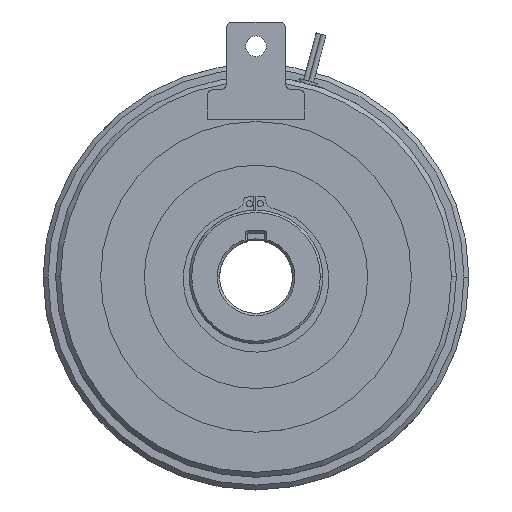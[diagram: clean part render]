
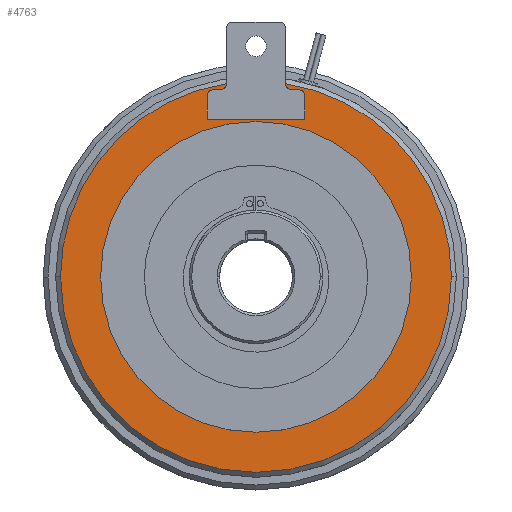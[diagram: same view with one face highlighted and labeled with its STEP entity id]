
A CAD part, top view. The second image highlights one B-rep face of the part: STEP entity #4763.
In plain terms, the highlighted planar face has unit normal (0, 0, 1).
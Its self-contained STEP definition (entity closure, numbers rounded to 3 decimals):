
#4649 = ORIENTED_EDGE ( 'NONE', *, *, #4820, .F. ) ;
#4761 = EDGE_LOOP ( 'NONE', ( #4837, #4841 ) ) ;
#4763 = ADVANCED_FACE ( 'NONE', ( #36454, #36453 ), #36451, .T. ) ;
#4797 = VERTEX_POINT ( 'NONE', #36585 ) ;
#4798 = EDGE_CURVE ( 'NONE', #4799, #4823, #36582, .T. ) ;
#4799 = VERTEX_POINT ( 'NONE', #36576 ) ;
#4800 = VERTEX_POINT ( 'NONE', #36574 ) ;
#4801 = EDGE_CURVE ( 'NONE', #20605, #20628, #36569, .T. ) ;
#4803 = EDGE_CURVE ( 'NONE', #4811, #4816, #36556, .T. ) ;
#4804 = ORIENTED_EDGE ( 'NONE', *, *, #20627, .T. ) ;
#4805 = ORIENTED_EDGE ( 'NONE', *, *, #4810, .F. ) ;
#4807 = ORIENTED_EDGE ( 'NONE', *, *, #4798, .F. ) ;
#4808 = ORIENTED_EDGE ( 'NONE', *, *, #4809, .F. ) ;
#4809 = EDGE_CURVE ( 'NONE', #4797, #4811, #36549, .T. ) ;
#4810 = EDGE_CURVE ( 'NONE', #4800, #20619, #36538, .T. ) ;
#4811 = VERTEX_POINT ( 'NONE', #36658 ) ;
#4812 = EDGE_CURVE ( 'NONE', #4823, #4797, #36652, .T. ) ;
#4816 = VERTEX_POINT ( 'NONE', #36643 ) ;
#4817 = ORIENTED_EDGE ( 'NONE', *, *, #4803, .F. ) ;
#4819 = ORIENTED_EDGE ( 'NONE', *, *, #4801, .T. ) ;
#4820 = EDGE_CURVE ( 'NONE', #4950, #4833, #36630, .T. ) ;
#4821 = ORIENTED_EDGE ( 'NONE', *, *, #20592, .T. ) ;
#4822 = ORIENTED_EDGE ( 'NONE', *, *, #4812, .F. ) ;
#4823 = VERTEX_POINT ( 'NONE', #36623 ) ;
#4824 = ORIENTED_EDGE ( 'NONE', *, *, #4825, .F. ) ;
#4825 = EDGE_CURVE ( 'NONE', #4816, #4800, #36620, .T. ) ;
#4828 = VERTEX_POINT ( 'NONE', #36601 ) ;
#4829 = EDGE_CURVE ( 'NONE', #4833, #4828, #36729, .T. ) ;
#4830 = EDGE_LOOP ( 'NONE', ( #4832, #4649, #4821, #4819, #4804, #4805, #4824, #4817, #4808, #4822, #4807, #4870 ) ) ;
#4832 = ORIENTED_EDGE ( 'NONE', *, *, #4829, .F. ) ;
#4833 = VERTEX_POINT ( 'NONE', #36720 ) ;
#4837 = ORIENTED_EDGE ( 'NONE', *, *, #20683, .F. ) ;
#4839 = EDGE_CURVE ( 'NONE', #20669, #20666, #36696, .T. ) ;
#4841 = ORIENTED_EDGE ( 'NONE', *, *, #4839, .F. ) ;
#4866 = EDGE_CURVE ( 'NONE', #4828, #4799, #36737, .T. ) ;
#4870 = ORIENTED_EDGE ( 'NONE', *, *, #4866, .F. ) ;
#4950 = VERTEX_POINT ( 'NONE', #37105 ) ;
#20592 = EDGE_CURVE ( 'NONE', #4950, #20605, #38615, .T. ) ;
#20605 = VERTEX_POINT ( 'NONE', #38591 ) ;
#20619 = VERTEX_POINT ( 'NONE', #38686 ) ;
#20627 = EDGE_CURVE ( 'NONE', #20628, #20619, #38670, .T. ) ;
#20628 = VERTEX_POINT ( 'NONE', #38653 ) ;
#20666 = VERTEX_POINT ( 'NONE', #38714 ) ;
#20669 = VERTEX_POINT ( 'NONE', #38712 ) ;
#20683 = EDGE_CURVE ( 'NONE', #20666, #20669, #38809, .T. ) ;
#36440 = DIRECTION ( 'NONE',  ( 1., 0., 0. ) ) ;
#36441 = DIRECTION ( 'NONE',  ( 0., 0., 1. ) ) ;
#36442 = CARTESIAN_POINT ( 'NONE',  ( 0., 0., 34. ) ) ;
#36449 = AXIS2_PLACEMENT_3D ( 'NONE', #36442, #36441, #36440 ) ;
#36451 = PLANE ( 'NONE',  #36449 ) ;
#36453 = FACE_OUTER_BOUND ( 'NONE', #4830, .T. ) ;
#36454 = FACE_BOUND ( 'NONE', #4761, .T. ) ;
#36536 = AXIS2_PLACEMENT_3D ( 'NONE', #36661, #36660, #36659 ) ;
#36538 = CIRCLE ( 'NONE', #36536, 3. ) ;
#36544 = DIRECTION ( 'NONE',  ( 0., 1., 0. ) ) ;
#36546 = VECTOR ( 'NONE', #36544, 1000. ) ;
#36548 = CARTESIAN_POINT ( 'NONE',  ( 20., 75., 34. ) ) ;
#36549 = LINE ( 'NONE', #36548, #36546 ) ;
#36552 = DIRECTION ( 'NONE',  ( 1., 0., 0. ) ) ;
#36553 = DIRECTION ( 'NONE',  ( 0., 0., 1. ) ) ;
#36554 = CARTESIAN_POINT ( 'NONE',  ( 18., 75., 34. ) ) ;
#36555 = AXIS2_PLACEMENT_3D ( 'NONE', #36554, #36553, #36552 ) ;
#36556 = CIRCLE ( 'NONE', #36555, 2. ) ;
#36562 = DIRECTION ( 'NONE',  ( 1., 0., 0. ) ) ;
#36564 = DIRECTION ( 'NONE',  ( 0., 0., 1. ) ) ;
#36565 = CARTESIAN_POINT ( 'NONE',  ( 0., 0., 34. ) ) ;
#36567 = AXIS2_PLACEMENT_3D ( 'NONE', #36565, #36564, #36562 ) ;
#36569 = CIRCLE ( 'NONE', #36567, 80.5 ) ;
#36574 = CARTESIAN_POINT ( 'NONE',  ( 15., 77., 34. ) ) ;
#36576 = CARTESIAN_POINT ( 'NONE',  ( -20., 75., 34. ) ) ;
#36578 = DIRECTION ( 'NONE',  ( 0., -1., 0. ) ) ;
#36580 = VECTOR ( 'NONE', #36578, 1000. ) ;
#36581 = CARTESIAN_POINT ( 'NONE',  ( -20., 75., 34. ) ) ;
#36582 = LINE ( 'NONE', #36581, #36580 ) ;
#36585 = CARTESIAN_POINT ( 'NONE',  ( 20., 65., 34. ) ) ;
#36601 = CARTESIAN_POINT ( 'NONE',  ( -18., 77., 34. ) ) ;
#36616 = DIRECTION ( 'NONE',  ( -1., 0., 0. ) ) ;
#36618 = VECTOR ( 'NONE', #36616, 1000. ) ;
#36619 = CARTESIAN_POINT ( 'NONE',  ( 15., 77., 34. ) ) ;
#36620 = LINE ( 'NONE', #36619, #36618 ) ;
#36623 = CARTESIAN_POINT ( 'NONE',  ( -20., 65., 34. ) ) ;
#36625 = DIRECTION ( 'NONE',  ( -1., 0., 0. ) ) ;
#36627 = DIRECTION ( 'NONE',  ( 0., 0., -1. ) ) ;
#36628 = CARTESIAN_POINT ( 'NONE',  ( -15., 80., 34. ) ) ;
#36629 = AXIS2_PLACEMENT_3D ( 'NONE', #36628, #36627, #36625 ) ;
#36630 = CIRCLE ( 'NONE', #36629, 3. ) ;
#36643 = CARTESIAN_POINT ( 'NONE',  ( 18., 77., 34. ) ) ;
#36649 = DIRECTION ( 'NONE',  ( 1., 0., 0. ) ) ;
#36650 = VECTOR ( 'NONE', #36649, 1000. ) ;
#36651 = CARTESIAN_POINT ( 'NONE',  ( -20., 65., 34. ) ) ;
#36652 = LINE ( 'NONE', #36651, #36650 ) ;
#36658 = CARTESIAN_POINT ( 'NONE',  ( 20., 75., 34. ) ) ;
#36659 = DIRECTION ( 'NONE',  ( -1., 0., 0. ) ) ;
#36660 = DIRECTION ( 'NONE',  ( 0., 0., -1. ) ) ;
#36661 = CARTESIAN_POINT ( 'NONE',  ( 15., 80., 34. ) ) ;
#36688 = DIRECTION ( 'NONE',  ( 1., 0., 0. ) ) ;
#36690 = DIRECTION ( 'NONE',  ( 0., 0., 1. ) ) ;
#36692 = CARTESIAN_POINT ( 'NONE',  ( 0., 0., 34. ) ) ;
#36694 = AXIS2_PLACEMENT_3D ( 'NONE', #36692, #36690, #36688 ) ;
#36696 = CIRCLE ( 'NONE', #36694, 64. ) ;
#36720 = CARTESIAN_POINT ( 'NONE',  ( -15., 77., 34. ) ) ;
#36723 = DIRECTION ( 'NONE',  ( -1., 0., 0. ) ) ;
#36725 = VECTOR ( 'NONE', #36723, 1000. ) ;
#36728 = CARTESIAN_POINT ( 'NONE',  ( -18., 77., 34. ) ) ;
#36729 = LINE ( 'NONE', #36728, #36725 ) ;
#36732 = DIRECTION ( 'NONE',  ( -1., 0., 0. ) ) ;
#36734 = DIRECTION ( 'NONE',  ( 0., 0., 1. ) ) ;
#36735 = AXIS2_PLACEMENT_3D ( 'NONE', #36745, #36734, #36732 ) ;
#36737 = CIRCLE ( 'NONE', #36735, 2. ) ;
#36745 = CARTESIAN_POINT ( 'NONE',  ( -18., 75., 34. ) ) ;
#37105 = CARTESIAN_POINT ( 'NONE',  ( -12.027, 79.596, 34. ) ) ;
#38591 = CARTESIAN_POINT ( 'NONE',  ( -80.5, 0., 34. ) ) ;
#38607 = DIRECTION ( 'NONE',  ( 1., 0., 0. ) ) ;
#38609 = DIRECTION ( 'NONE',  ( 0., 0., 1. ) ) ;
#38612 = CARTESIAN_POINT ( 'NONE',  ( 0., 0., 34. ) ) ;
#38613 = AXIS2_PLACEMENT_3D ( 'NONE', #38612, #38609, #38607 ) ;
#38615 = CIRCLE ( 'NONE', #38613, 80.5 ) ;
#38653 = CARTESIAN_POINT ( 'NONE',  ( 80.5, 0., 34. ) ) ;
#38654 = DIRECTION ( 'NONE',  ( 1., 0., 0. ) ) ;
#38655 = DIRECTION ( 'NONE',  ( 0., 0., 1. ) ) ;
#38656 = CARTESIAN_POINT ( 'NONE',  ( 0., 0., 34. ) ) ;
#38657 = AXIS2_PLACEMENT_3D ( 'NONE', #38656, #38655, #38654 ) ;
#38670 = CIRCLE ( 'NONE', #38657, 80.5 ) ;
#38686 = CARTESIAN_POINT ( 'NONE',  ( 12.027, 79.596, 34. ) ) ;
#38712 = CARTESIAN_POINT ( 'NONE',  ( -64., 0., 34. ) ) ;
#38714 = CARTESIAN_POINT ( 'NONE',  ( 64., 0., 34. ) ) ;
#38803 = DIRECTION ( 'NONE',  ( 1., 0., 0. ) ) ;
#38804 = DIRECTION ( 'NONE',  ( 0., 0., 1. ) ) ;
#38806 = CARTESIAN_POINT ( 'NONE',  ( 0., 0., 34. ) ) ;
#38807 = AXIS2_PLACEMENT_3D ( 'NONE', #38806, #38804, #38803 ) ;
#38809 = CIRCLE ( 'NONE', #38807, 64. ) ;
